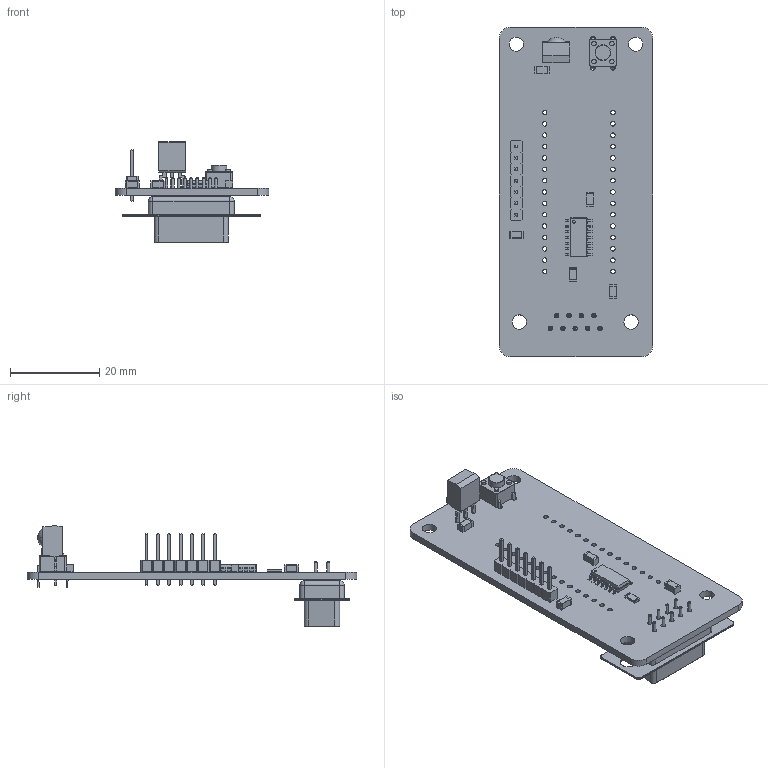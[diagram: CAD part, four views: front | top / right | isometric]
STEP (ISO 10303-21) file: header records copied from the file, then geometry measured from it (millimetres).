
FILE_DESCRIPTION(('KiCad electronic assembly'),'2;1');
FILE_NAME('bkm10iRduino_shield.step','2021-12-08T13:58:10',('An Author') ,('A Company'),'Open CASCADE STEP processor 6.9', 'KiCad to STEP converter','Unknown');
FILE_SCHEMA(('AUTOMOTIVE_DESIGN { 1 0 10303 214 1 1 1 1 }'));
Length unit declared in the file: millimetre
Products named in the file (16): Open CASCADE STEP translator 6.9 1; C_1206_3216Metric; SOLID; SOIC-14_3.9x8.7mm_P1.27mm; DSUB-9_Male_Vertical_P2.77x2.84mm_MountingHoles; R_1206_3216Metric; PinHeader_1x07_P2.54mm_Vertical; SW_PUSH_6mm_H5mm; Vishay_MOLD-3Pin; COMPOUND
Assembly tree (18 placements, depth 3):
  Open CASCADE STEP translator 6.9 1
    C_1206_3216Metric  x4
      SOLID
    SOIC-14_3.9x8.7mm_P1.27mm
      SOLID
    DSUB-9_Male_Vertical_P2.77x2.84mm_MountingHoles
      SOLID
    R_1206_3216Metric
      SOLID
    PinHeader_1x07_P2.54mm_Vertical
      SOLID
    SW_PUSH_6mm_H5mm
      SOLID
    Vishay_MOLD-3Pin
      SOLID
    COMPOUND
Bounding box: 34.29 x 73.66 x 22.54 mm (x, y, z)
Volume: 5758.4 mm3; surface area: 8322.4 mm2
Topology: 11 solids, 12 shells, 956 faces, 2428 edges, 1543 vertices
Faces by surface type: plane 593, cylinder 280, bspline 38, torus 31, sphere 6, cone 4, revolution 4
Full cylindrical faces by diameter (mm): 0.6 x1, 0.64 x27, 0.9 x3, 1 x50, 1.1 x4, 3.2 x6, 3.5 x1
Entity records: 61592 total; most frequent: CARTESIAN_POINT 10490, DIRECTION 8593, LINE 5493, VECTOR 5493, ORIENTED_EDGE 4416, PCURVE 4416, DEFINITIONAL_REPRESENTATION 4416, EDGE_CURVE 2208
